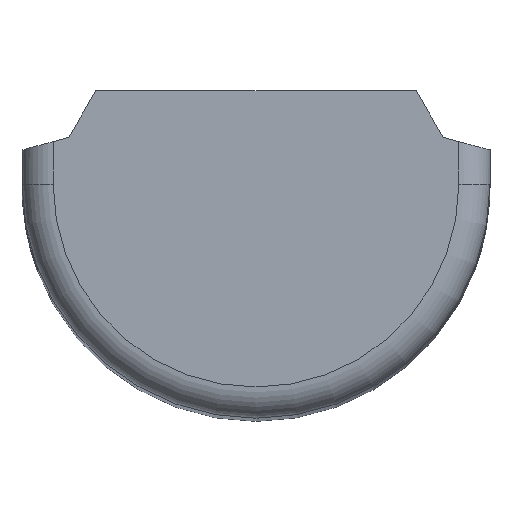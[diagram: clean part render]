
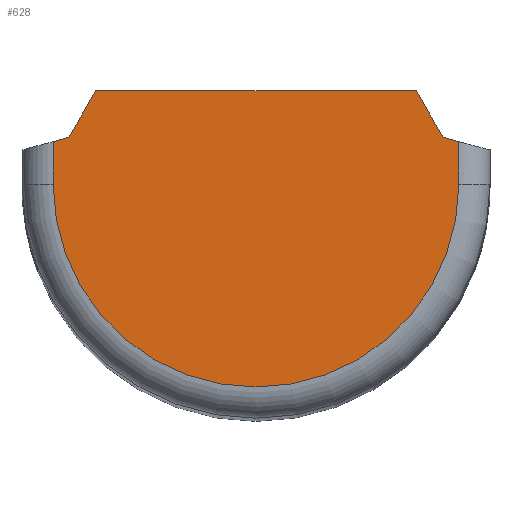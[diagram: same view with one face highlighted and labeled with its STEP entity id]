
A CAD part, top view. The second image highlights one B-rep face of the part: STEP entity #628.
In plain terms, the highlighted planar face has unit normal (0, 0, 1).
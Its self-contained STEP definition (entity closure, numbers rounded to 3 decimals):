
#29=PLANE('',#703);
#62=FACE_OUTER_BOUND('',#102,.T.);
#102=EDGE_LOOP('',(#531,#532,#533,#534,#535,#536,#537,#538));
#118=CIRCLE('',#649,6.5);
#153=LINE('',#929,#203);
#156=LINE('',#944,#206);
#175=LINE('',#1009,#225);
#182=LINE('',#1032,#232);
#192=LINE('',#1080,#242);
#193=LINE('',#1082,#243);
#194=LINE('',#1083,#244);
#203=VECTOR('',#725,1.366);
#206=VECTOR('',#742,1.366);
#225=VECTOR('',#795,0.518);
#232=VECTOR('',#820,0.518);
#242=VECTOR('',#882,1.732);
#243=VECTOR('',#883,10.268);
#244=VECTOR('',#884,1.732);
#258=VERTEX_POINT('',#926);
#259=VERTEX_POINT('',#928);
#261=VERTEX_POINT('',#934);
#263=VERTEX_POINT('',#940);
#293=VERTEX_POINT('',#1008);
#300=VERTEX_POINT('',#1030);
#312=VERTEX_POINT('',#1079);
#313=VERTEX_POINT('',#1081);
#318=EDGE_CURVE('',#258,#259,#153,.T.);
#323=EDGE_CURVE('',#259,#261,#118,.T.);
#326=EDGE_CURVE('',#261,#263,#156,.T.);
#358=EDGE_CURVE('',#293,#263,#175,.T.);
#370=EDGE_CURVE('',#258,#300,#182,.T.);
#395=EDGE_CURVE('',#300,#312,#192,.T.);
#396=EDGE_CURVE('',#312,#313,#193,.T.);
#397=EDGE_CURVE('',#313,#293,#194,.T.);
#531=ORIENTED_EDGE('',*,*,#318,.F.);
#532=ORIENTED_EDGE('',*,*,#370,.T.);
#533=ORIENTED_EDGE('',*,*,#395,.T.);
#534=ORIENTED_EDGE('',*,*,#396,.T.);
#535=ORIENTED_EDGE('',*,*,#397,.T.);
#536=ORIENTED_EDGE('',*,*,#358,.T.);
#537=ORIENTED_EDGE('',*,*,#326,.F.);
#538=ORIENTED_EDGE('',*,*,#323,.F.);
#628=ADVANCED_FACE('',(#62),#29,.T.);
#649=AXIS2_PLACEMENT_3D('',#938,#735,#736);
#703=AXIS2_PLACEMENT_3D('',#1078,#880,#881);
#725=DIRECTION('',(0.,-1.,0.));
#735=DIRECTION('center_axis',(0.,0.,-1.));
#736=DIRECTION('ref_axis',(0.,-1.,0.));
#742=DIRECTION('',(0.,1.,0.));
#795=DIRECTION('',(-0.966,-0.259,0.));
#820=DIRECTION('',(-0.966,0.259,0.));
#880=DIRECTION('center_axis',(0.,0.,1.));
#881=DIRECTION('ref_axis',(1.,0.,0.));
#882=DIRECTION('',(-0.5,0.866,0.));
#883=DIRECTION('',(-1.,0.,0.));
#884=DIRECTION('',(-0.5,-0.866,0.));
#926=CARTESIAN_POINT('',(21.5,64.866,60.));
#928=CARTESIAN_POINT('',(21.5,63.5,60.));
#929=CARTESIAN_POINT('',(21.5,65.,60.));
#934=CARTESIAN_POINT('',(8.5,63.5,60.));
#938=CARTESIAN_POINT('Origin',(15.,63.5,60.));
#940=CARTESIAN_POINT('',(8.5,64.866,60.));
#944=CARTESIAN_POINT('',(8.5,65.,60.));
#1008=CARTESIAN_POINT('',(9.,65.,60.));
#1009=CARTESIAN_POINT('',(11.049,65.549,60.));
#1030=CARTESIAN_POINT('',(21.,65.,60.));
#1032=CARTESIAN_POINT('',(18.201,65.75,60.));
#1078=CARTESIAN_POINT('Origin',(15.,65.,60.));
#1079=CARTESIAN_POINT('',(20.134,66.5,60.));
#1080=CARTESIAN_POINT('',(21.,65.,60.));
#1081=CARTESIAN_POINT('',(9.866,66.5,60.));
#1082=CARTESIAN_POINT('',(20.134,66.5,60.));
#1083=CARTESIAN_POINT('',(9.866,66.5,60.));
